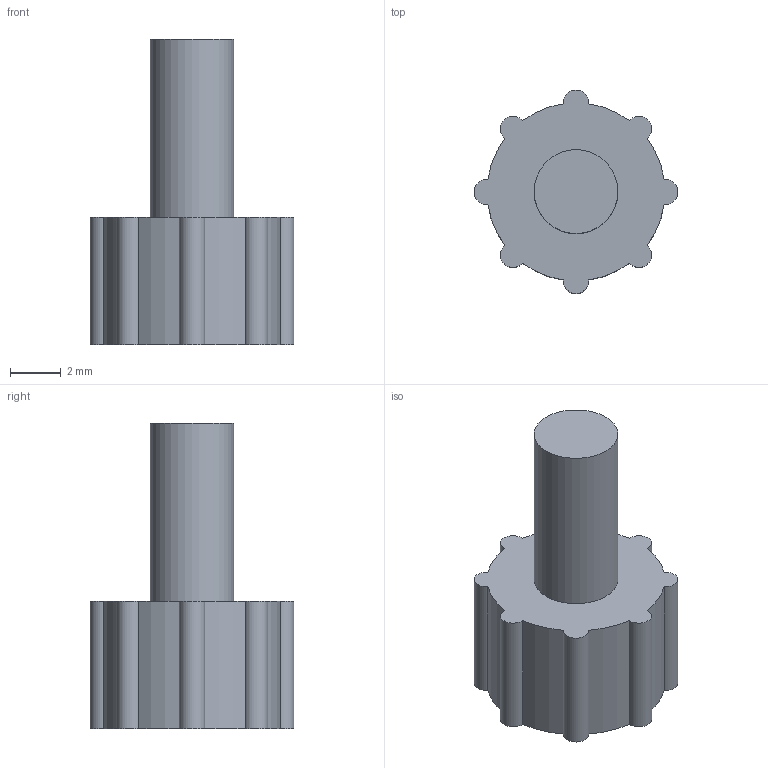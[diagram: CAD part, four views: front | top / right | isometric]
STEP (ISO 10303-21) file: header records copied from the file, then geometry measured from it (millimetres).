
FILE_DESCRIPTION(('FreeCAD Model'),'2;1');
FILE_NAME('Open CASCADE Shape Model','2025-05-10T21:03:50',('Author'),( ''),'Open CASCADE STEP processor 7.8','FreeCAD','Unknown');
FILE_SCHEMA(('AUTOMOTIVE_DESIGN { 1 0 10303 214 1 1 1 1 }'));
Length unit declared in the file: millimetre
Products named in the file (1): Body
Bounding box: 8 x 8 x 12 mm (x, y, z)
Volume: 268.5 mm3; surface area: 291.6 mm2
Topology: 1 solids, 1 shells, 20 faces, 67 edges, 50 vertices
Faces by surface type: cylinder 17, plane 3
Full cylindrical faces by diameter (mm): 3.3 x1
Entity records: 811 total; most frequent: DIRECTION 159, CARTESIAN_POINT 138, ORIENTED_EDGE 134, AXIS2_PLACEMENT_3D 71, EDGE_CURVE 67, VERTEX_POINT 50, CIRCLE 50, FACE_BOUND 21
